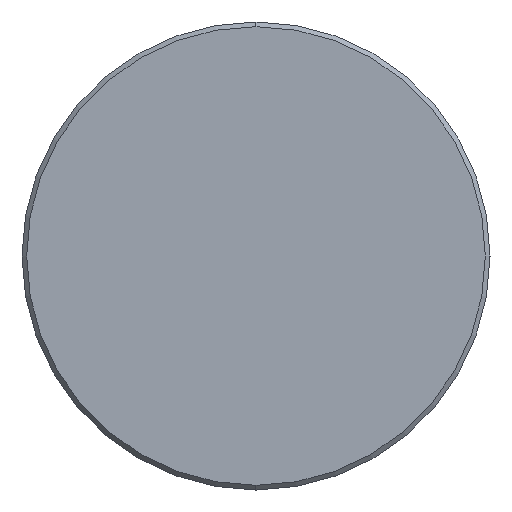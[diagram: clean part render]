
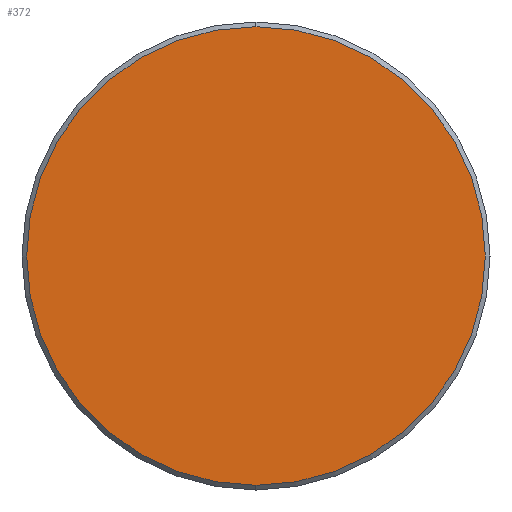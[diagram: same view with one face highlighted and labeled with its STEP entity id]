
A CAD part, left-side view. The second image highlights one B-rep face of the part: STEP entity #372.
In plain terms, the highlighted planar face has unit normal (-1, 0, 0).
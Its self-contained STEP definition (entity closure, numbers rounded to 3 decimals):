
#5 = CIRCLE ( 'NONE', #322, 14.7 ) ;
#25 = CARTESIAN_POINT ( 'NONE',  ( 0., 0., 14.7 ) ) ;
#51 = DIRECTION ( 'NONE',  ( -1., 0., 0. ) ) ;
#87 = CARTESIAN_POINT ( 'NONE',  ( 0., 0., -14.7 ) ) ;
#94 = EDGE_LOOP ( 'NONE', ( #190, #271 ) ) ;
#105 = AXIS2_PLACEMENT_3D ( 'NONE', #143, #625, #628 ) ;
#143 = CARTESIAN_POINT ( 'NONE',  ( 0., 0., 0. ) ) ;
#177 = EDGE_CURVE ( 'NONE', #572, #586, #5, .T. ) ;
#184 = CARTESIAN_POINT ( 'NONE',  ( 0., 0., 0. ) ) ;
#190 = ORIENTED_EDGE ( 'NONE', *, *, #474, .T. ) ;
#260 = FACE_OUTER_BOUND ( 'NONE', #94, .T. ) ;
#271 = ORIENTED_EDGE ( 'NONE', *, *, #177, .T. ) ;
#308 = PLANE ( 'NONE',  #105 ) ;
#311 = CARTESIAN_POINT ( 'NONE',  ( 0., 0., 0. ) ) ;
#322 = AXIS2_PLACEMENT_3D ( 'NONE', #311, #51, #591 ) ;
#372 = ADVANCED_FACE ( 'NONE', ( #260 ), #308, .F. ) ;
#382 = CIRCLE ( 'NONE', #562, 14.7 ) ;
#474 = EDGE_CURVE ( 'NONE', #586, #572, #382, .T. ) ;
#526 = DIRECTION ( 'NONE',  ( -1., 0., 0. ) ) ;
#562 = AXIS2_PLACEMENT_3D ( 'NONE', #184, #526, #574 ) ;
#572 = VERTEX_POINT ( 'NONE', #25 ) ;
#574 = DIRECTION ( 'NONE',  ( 0., 0., 1. ) ) ;
#586 = VERTEX_POINT ( 'NONE', #87 ) ;
#591 = DIRECTION ( 'NONE',  ( 0., 0., 1. ) ) ;
#625 = DIRECTION ( 'NONE',  ( 1., 0., 0. ) ) ;
#628 = DIRECTION ( 'NONE',  ( 0., 0., -1. ) ) ;
